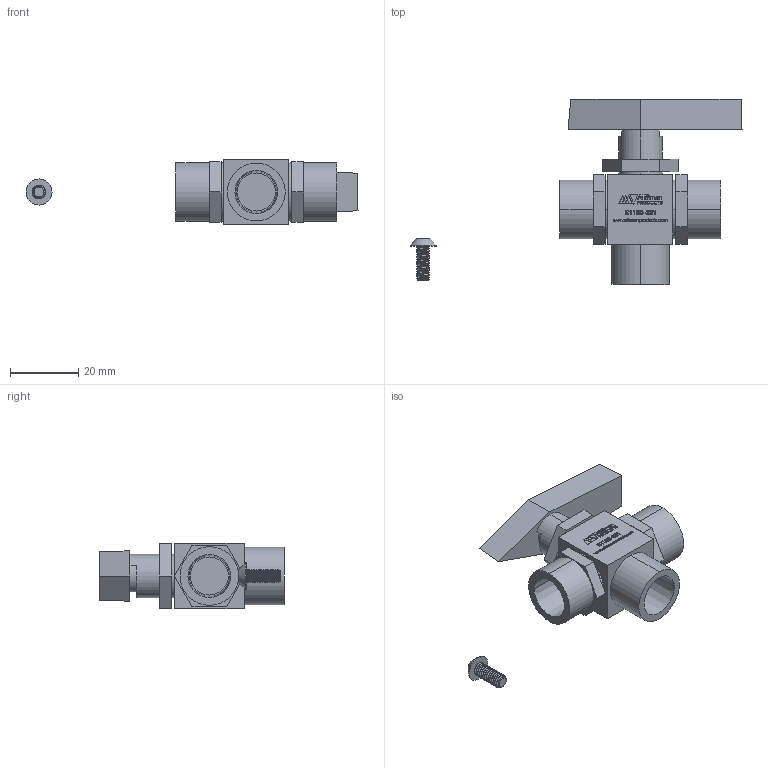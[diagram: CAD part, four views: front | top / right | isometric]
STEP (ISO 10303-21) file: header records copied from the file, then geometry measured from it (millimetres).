
FILE_DESCRIPTION (( 'STEP AP214' ), '1' );
FILE_NAME ('K1100-331-BV-3-WAY-½”-PNL-MT-WITH-PATCHED-SCR.STEP', '2022-05-25T15:07:17', ( '' ), ( '' ), 'SwSTEP 2.0', 'SolidWorks 2018', '' );
FILE_SCHEMA (( 'AUTOMOTIVE_DESIGN' ));
Length unit declared in the file: inch
Products named in the file (1): K1100-331-BV-3-WAY-綌-PNL-MT-WITH-PATCHED-SCR
Bounding box: 96.99 x 54.04 x 19.05 mm (x, y, z)
Volume: 19179.3 mm3; surface area: 9767.8 mm2
Topology: 3 solids, 3 shells, 1389 faces, 3673 edges, 2447 vertices
Faces by surface type: plane 774, bspline 529, cylinder 71, cone 15
Entity records: 68686 total; most frequent: CARTESIAN_POINT 36998, ORIENTED_EDGE 7346, DIRECTION 4350, EDGE_CURVE 3673, VERTEX_POINT 2447, VECTOR 2438, LINE 2438, EDGE_LOOP 1546
